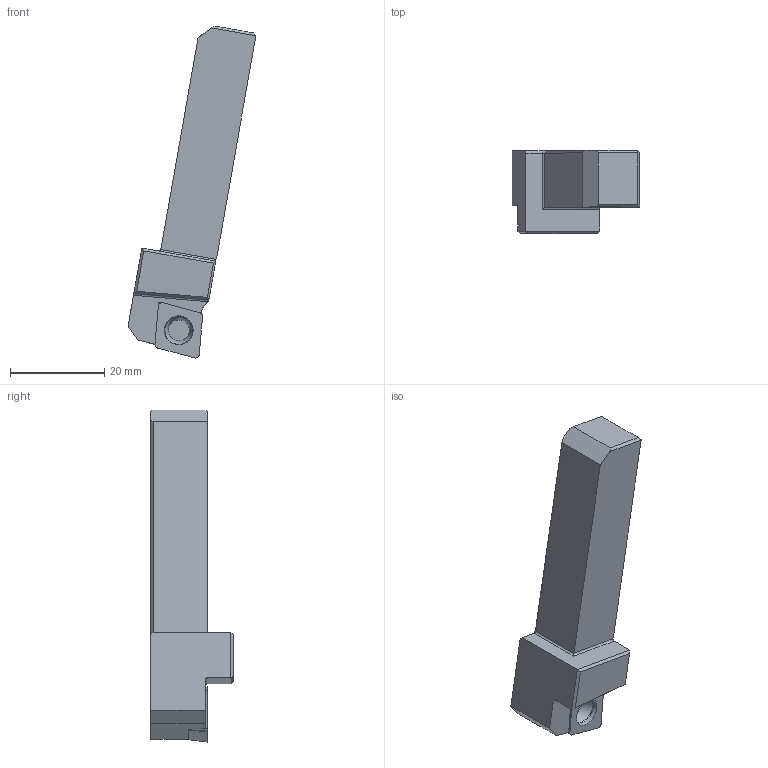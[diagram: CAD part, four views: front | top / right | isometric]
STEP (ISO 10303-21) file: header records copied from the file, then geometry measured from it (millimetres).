
FILE_DESCRIPTION(/* description */ (''),/* implementation_level */ '2;1');
FILE_NAME(/* name */ '1529488120185.stp',/* time_stamp */ '2018-06-20T11:48:45+02:00',/* author */ (''),/* organization */ ('SMS'),/* preprocessor_version */ 'ST-DEVELOPER v15',/* originating_system */ 'SIEMENS PLM Software NX 8.5',/* authorisation */ '');
FILE_SCHEMA (('AUTOMOTIVE_DESIGN { 1 0 10303 214 3 1 1 1 }'));
Length unit declared in the file: millimetre
Products named in the file (4): ASSEMBLY_CONSTRUCTION; IsoTurningInsert; 201721629mod000_00; 201722662mod000_00
Assembly tree (3 placements, depth 2):
  201722662mod000_00
    201721629mod000_00
    IsoTurningInsert
    ASSEMBLY_CONSTRUCTION
Bounding box: 27.07 x 17.5 x 70.32 mm (x, y, z)
Volume: 11247.4 mm3; surface area: 4282.7 mm2
Topology: 2 solids, 2 shells, 52 faces, 135 edges, 93 vertices
Faces by surface type: plane 37, cone 8, cylinder 5, torus 2
Full cylindrical faces by diameter (mm): 4.4 x1
Entity records: 1811 total; most frequent: CARTESIAN_POINT 359, DIRECTION 280, ORIENTED_EDGE 256, EDGE_CURVE 128, LINE 98, VECTOR 98, AXIS2_PLACEMENT_3D 91, VERTEX_POINT 84
